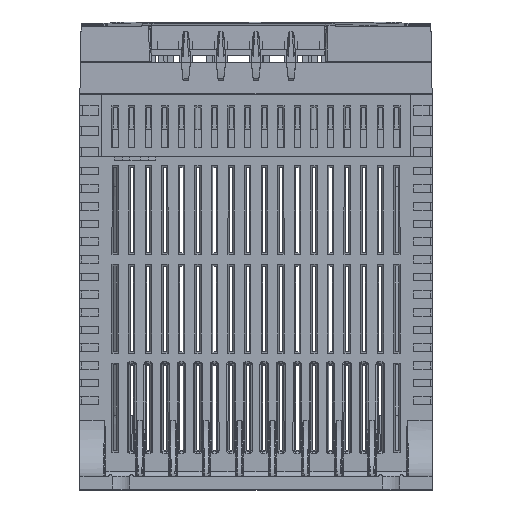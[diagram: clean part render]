
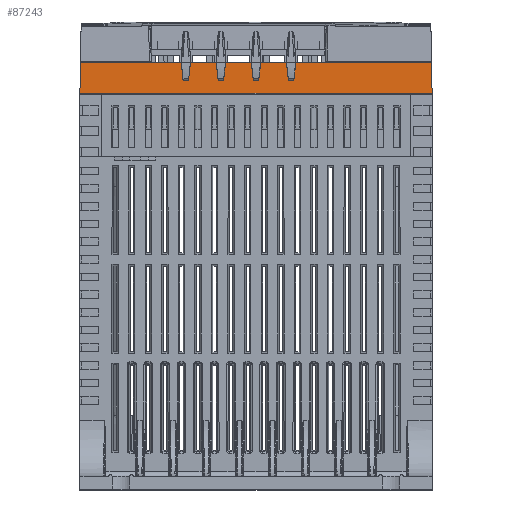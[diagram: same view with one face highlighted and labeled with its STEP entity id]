
A CAD part, top view. The second image highlights one B-rep face of the part: STEP entity #87243.
In plain terms, the highlighted planar face has unit normal (0, 0.018, 1).
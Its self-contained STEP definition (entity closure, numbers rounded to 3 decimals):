
#7227=FACE_OUTER_BOUND('',#11638,.T.);
#11638=EDGE_LOOP('',(#75757,#75758,#75759,#75760,#75761,#75762,#75763,#75764,
#75765,#75766,#75767,#75768,#75769,#75770,#75771,#75772,#75773,#75774,#75775,
#75776));
#19544=LINE('',#156200,#30623);
#19639=LINE('',#156738,#30718);
#20286=LINE('',#159545,#31365);
#20303=LINE('',#159580,#31382);
#20402=LINE('',#160239,#31481);
#20407=LINE('',#160247,#31486);
#20673=LINE('',#161263,#31752);
#20816=LINE('',#162028,#31895);
#20822=LINE('',#162040,#31901);
#20823=LINE('',#162041,#31902);
#20824=LINE('',#162043,#31903);
#20825=LINE('',#162044,#31904);
#20826=LINE('',#162046,#31905);
#20827=LINE('',#162047,#31906);
#20828=LINE('',#162049,#31907);
#20829=LINE('',#162051,#31908);
#20830=LINE('',#162052,#31909);
#20831=LINE('',#162054,#31910);
#20832=LINE('',#162056,#31911);
#20833=LINE('',#162057,#31912);
#30623=VECTOR('',#107709,10.);
#30718=VECTOR('',#107934,10.);
#31365=VECTOR('',#109213,10.);
#31382=VECTOR('',#109236,1.);
#31481=VECTOR('',#109379,10.);
#31486=VECTOR('',#109388,1.);
#31752=VECTOR('',#109756,1.);
#31895=VECTOR('',#109977,10.);
#31901=VECTOR('',#109989,10.);
#31902=VECTOR('',#109990,10.);
#31903=VECTOR('',#109991,10.);
#31904=VECTOR('',#109992,10.);
#31905=VECTOR('',#109993,10.);
#31906=VECTOR('',#109994,10.);
#31907=VECTOR('',#109995,10.);
#31908=VECTOR('',#109996,10.);
#31909=VECTOR('',#109997,10.);
#31910=VECTOR('',#109998,10.);
#31911=VECTOR('',#109999,10.);
#31912=VECTOR('',#110000,1.);
#40431=VERTEX_POINT('',#156196);
#40433=VERTEX_POINT('',#156199);
#40558=VERTEX_POINT('',#156737);
#41124=VERTEX_POINT('',#159037);
#41241=VERTEX_POINT('',#159540);
#41242=VERTEX_POINT('',#159544);
#41243=VERTEX_POINT('',#159548);
#41312=VERTEX_POINT('',#160090);
#41366=VERTEX_POINT('',#160232);
#41369=VERTEX_POINT('',#160237);
#41384=VERTEX_POINT('',#160345);
#41740=VERTEX_POINT('',#162023);
#41741=VERTEX_POINT('',#162027);
#41744=VERTEX_POINT('',#162039);
#41745=VERTEX_POINT('',#162042);
#41746=VERTEX_POINT('',#162045);
#41747=VERTEX_POINT('',#162048);
#41748=VERTEX_POINT('',#162050);
#41749=VERTEX_POINT('',#162053);
#41750=VERTEX_POINT('',#162055);
#52635=EDGE_CURVE('',#40431,#40433,#19544,.T.);
#52781=EDGE_CURVE('',#40558,#40433,#19639,.T.);
#53640=EDGE_CURVE('',#41241,#41242,#20286,.T.);
#53658=EDGE_CURVE('',#41243,#41241,#20303,.T.);
#53795=EDGE_CURVE('',#41366,#41369,#20402,.T.);
#53800=EDGE_CURVE('',#41369,#41312,#20407,.T.);
#54115=EDGE_CURVE('',#40431,#41384,#20673,.T.);
#54298=EDGE_CURVE('',#41740,#41741,#20816,.T.);
#54305=EDGE_CURVE('',#41741,#41744,#20822,.T.);
#54306=EDGE_CURVE('',#41744,#41124,#20823,.T.);
#54307=EDGE_CURVE('',#41124,#41745,#20824,.T.);
#54308=EDGE_CURVE('',#41745,#40558,#20825,.T.);
#54309=EDGE_CURVE('',#41384,#41746,#20826,.T.);
#54310=EDGE_CURVE('',#41746,#41366,#20827,.T.);
#54311=EDGE_CURVE('',#41312,#41747,#20828,.T.);
#54312=EDGE_CURVE('',#41747,#41748,#20829,.T.);
#54313=EDGE_CURVE('',#41748,#41243,#20830,.T.);
#54314=EDGE_CURVE('',#41242,#41749,#20831,.T.);
#54315=EDGE_CURVE('',#41749,#41750,#20832,.T.);
#54316=EDGE_CURVE('',#41750,#41740,#20833,.T.);
#75757=ORIENTED_EDGE('',*,*,#54305,.T.);
#75758=ORIENTED_EDGE('',*,*,#54306,.T.);
#75759=ORIENTED_EDGE('',*,*,#54307,.T.);
#75760=ORIENTED_EDGE('',*,*,#54308,.T.);
#75761=ORIENTED_EDGE('',*,*,#52781,.T.);
#75762=ORIENTED_EDGE('',*,*,#52635,.F.);
#75763=ORIENTED_EDGE('',*,*,#54115,.T.);
#75764=ORIENTED_EDGE('',*,*,#54309,.T.);
#75765=ORIENTED_EDGE('',*,*,#54310,.T.);
#75766=ORIENTED_EDGE('',*,*,#53795,.T.);
#75767=ORIENTED_EDGE('',*,*,#53800,.T.);
#75768=ORIENTED_EDGE('',*,*,#54311,.T.);
#75769=ORIENTED_EDGE('',*,*,#54312,.T.);
#75770=ORIENTED_EDGE('',*,*,#54313,.T.);
#75771=ORIENTED_EDGE('',*,*,#53658,.T.);
#75772=ORIENTED_EDGE('',*,*,#53640,.T.);
#75773=ORIENTED_EDGE('',*,*,#54314,.T.);
#75774=ORIENTED_EDGE('',*,*,#54315,.T.);
#75775=ORIENTED_EDGE('',*,*,#54316,.T.);
#75776=ORIENTED_EDGE('',*,*,#54298,.T.);
#83509=PLANE('',#92271);
#87243=ADVANCED_FACE('',(#7227),#83509,.T.);
#92271=AXIS2_PLACEMENT_3D('',#162038,#109987,#109988);
#107709=DIRECTION('',(0.017,-1.,0.017));
#107934=DIRECTION('',(1.,0.,0.));
#109213=DIRECTION('',(-0.108,-0.994,0.017));
#109236=DIRECTION('',(-1.,0.,0.));
#109379=DIRECTION('',(-0.108,0.994,-0.017));
#109388=DIRECTION('',(-1.,0.,0.));
#109756=DIRECTION('',(-1.,0.,0.));
#109977=DIRECTION('',(-0.108,-0.994,0.017));
#109987=DIRECTION('center_axis',(0.,0.017,
1.));
#109988=DIRECTION('ref_axis',(1.,0.,0.));
#109989=DIRECTION('',(-1.,0.,0.));
#109990=DIRECTION('',(-0.108,0.994,-0.017));
#109991=DIRECTION('',(-1.,0.,0.));
#109992=DIRECTION('',(-0.017,-1.,0.017));
#109993=DIRECTION('',(-0.108,-0.994,0.017));
#109994=DIRECTION('',(-1.,0.,0.));
#109995=DIRECTION('',(-0.108,-0.994,0.017));
#109996=DIRECTION('',(-1.,0.,0.));
#109997=DIRECTION('',(-0.108,0.994,-0.017));
#109998=DIRECTION('',(-1.,0.,0.));
#109999=DIRECTION('',(-0.108,0.994,-0.017));
#110000=DIRECTION('',(-1.,0.,0.));
#156196=CARTESIAN_POINT('',(67.537,164.195,57.037));
#156199=CARTESIAN_POINT('',(67.741,152.495,57.241));
#156200=CARTESIAN_POINT('',(67.686,155.64,57.186));
#156737=CARTESIAN_POINT('',(-67.741,152.495,57.241));
#156738=CARTESIAN_POINT('',(25.524,152.495,57.241));
#159037=CARTESIAN_POINT('',(-28.803,164.195,57.037));
#159540=CARTESIAN_POINT('',(-11.697,164.195,57.037));
#159544=CARTESIAN_POINT('',(-12.457,157.195,57.159));
#159545=CARTESIAN_POINT('',(-12.147,160.05,57.109));
#159548=CARTESIAN_POINT('',(-1.803,164.195,57.037));
#159580=CARTESIAN_POINT('',(42.992,164.195,57.037));
#160090=CARTESIAN_POINT('',(1.803,164.195,57.037));
#160232=CARTESIAN_POINT('',(12.457,157.195,57.159));
#160237=CARTESIAN_POINT('',(11.697,164.195,57.037));
#160239=CARTESIAN_POINT('',(12.147,160.05,57.109));
#160247=CARTESIAN_POINT('',(42.992,164.195,57.037));
#160345=CARTESIAN_POINT('',(15.303,164.195,57.037));
#161263=CARTESIAN_POINT('',(42.992,164.195,57.037));
#162023=CARTESIAN_POINT('',(-25.197,164.195,57.037));
#162027=CARTESIAN_POINT('',(-25.957,157.195,57.159));
#162028=CARTESIAN_POINT('',(-25.568,160.774,57.097));
#162038=CARTESIAN_POINT('Origin',(0.,158.095,
57.144));
#162039=CARTESIAN_POINT('',(-28.043,157.195,57.159));
#162040=CARTESIAN_POINT('',(-27.,157.195,57.159));
#162041=CARTESIAN_POINT('',(-28.117,157.878,57.147));
#162042=CARTESIAN_POINT('',(-67.537,164.195,57.037));
#162043=CARTESIAN_POINT('',(-67.037,164.195,57.037));
#162044=CARTESIAN_POINT('',(-67.686,155.64,57.186));
#162045=CARTESIAN_POINT('',(14.543,157.195,57.159));
#162046=CARTESIAN_POINT('',(14.696,158.602,57.135));
#162047=CARTESIAN_POINT('',(13.5,157.195,57.159));
#162048=CARTESIAN_POINT('',(1.043,157.195,57.159));
#162049=CARTESIAN_POINT('',(1.275,159.326,57.122));
#162050=CARTESIAN_POINT('',(-1.043,157.195,57.159));
#162051=CARTESIAN_POINT('',(0.,157.195,57.159));
#162052=CARTESIAN_POINT('',(-1.275,159.326,57.122));
#162053=CARTESIAN_POINT('',(-14.543,157.195,57.159));
#162054=CARTESIAN_POINT('',(-13.5,157.195,57.159));
#162055=CARTESIAN_POINT('',(-15.303,164.195,57.037));
#162056=CARTESIAN_POINT('',(-14.696,158.602,57.135));
#162057=CARTESIAN_POINT('',(42.992,164.195,57.037));
